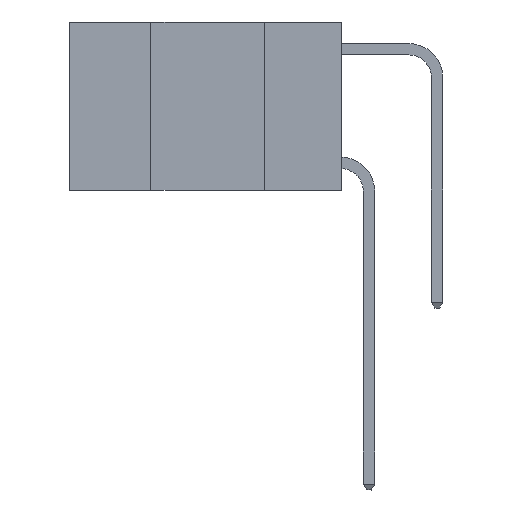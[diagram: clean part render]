
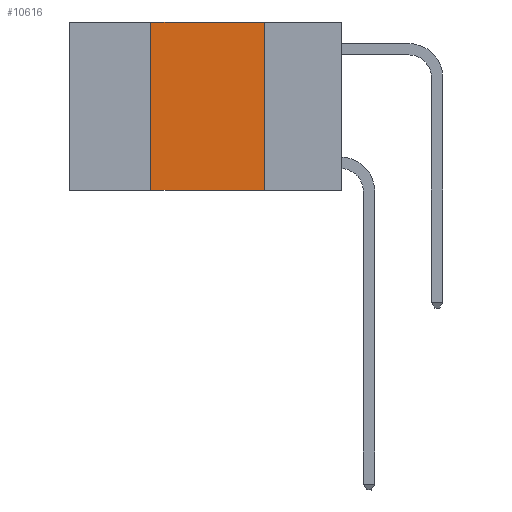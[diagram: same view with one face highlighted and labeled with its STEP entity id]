
A CAD part, left-side view. The second image highlights one B-rep face of the part: STEP entity #10616.
In plain terms, the highlighted planar face has unit normal (-1, 0, 0).
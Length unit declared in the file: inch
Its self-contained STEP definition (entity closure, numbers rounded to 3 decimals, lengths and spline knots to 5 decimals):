
#124 = CARTESIAN_POINT ( 'NONE',  ( 0., 0.6, 0. ) ) ;
#825 = CARTESIAN_POINT ( 'NONE',  ( 0., 0.17, 0. ) ) ;
#1339 = VERTEX_POINT ( 'NONE', #10549 ) ;
#1520 = CARTESIAN_POINT ( 'NONE',  ( 0., 0.42, 0. ) ) ;
#2364 = CARTESIAN_POINT ( 'NONE',  ( 0., 0.42, -0.37 ) ) ;
#2566 = DIRECTION ( 'NONE',  ( 0., 0., -1. ) ) ;
#3723 = CARTESIAN_POINT ( 'NONE',  ( 0., 0.42, 0. ) ) ;
#4482 = CARTESIAN_POINT ( 'NONE',  ( 0., 0.6, 0. ) ) ;
#4555 = DIRECTION ( 'NONE',  ( 0., 0., -1. ) ) ;
#4678 = ORIENTED_EDGE ( 'NONE', *, *, #13975, .T. ) ;
#5316 = VECTOR ( 'NONE', #17061, 39.37008 ) ;
#5837 = LINE ( 'NONE', #124, #5316 ) ;
#6452 = VECTOR ( 'NONE', #18856, 39.37008 ) ;
#7795 = VECTOR ( 'NONE', #2566, 39.37008 ) ;
#8326 = VERTEX_POINT ( 'NONE', #20327 ) ;
#8599 = AXIS2_PLACEMENT_3D ( 'NONE', #4482, #14621, #4555 ) ;
#10192 = VERTEX_POINT ( 'NONE', #1520 ) ;
#10518 = EDGE_CURVE ( 'NONE', #1339, #8326, #12271, .T. ) ;
#10549 = CARTESIAN_POINT ( 'NONE',  ( 0., 0.17, 0. ) ) ;
#10616 = ADVANCED_FACE ( 'NONE', ( #15099 ), #12976, .F. ) ;
#10945 = LINE ( 'NONE', #3723, #6452 ) ;
#11121 = LINE ( 'NONE', #20669, #19973 ) ;
#11959 = EDGE_CURVE ( 'NONE', #18789, #10192, #10945, .T. ) ;
#12271 = LINE ( 'NONE', #825, #7795 ) ;
#12324 = DIRECTION ( 'NONE',  ( 0., -1., 0. ) ) ;
#12976 = PLANE ( 'NONE',  #8599 ) ;
#13459 = EDGE_LOOP ( 'NONE', ( #15504, #13938, #13606, #4678 ) ) ;
#13606 = ORIENTED_EDGE ( 'NONE', *, *, #11959, .F. ) ;
#13795 = EDGE_CURVE ( 'NONE', #10192, #1339, #5837, .T. ) ;
#13938 = ORIENTED_EDGE ( 'NONE', *, *, #13795, .F. ) ;
#13975 = EDGE_CURVE ( 'NONE', #18789, #8326, #11121, .T. ) ;
#14621 = DIRECTION ( 'NONE',  ( 1., 0., 0. ) ) ;
#15099 = FACE_OUTER_BOUND ( 'NONE', #13459, .T. ) ;
#15504 = ORIENTED_EDGE ( 'NONE', *, *, #10518, .F. ) ;
#17061 = DIRECTION ( 'NONE',  ( 0., -1., 0. ) ) ;
#18789 = VERTEX_POINT ( 'NONE', #2364 ) ;
#18856 = DIRECTION ( 'NONE',  ( 0., 0., 1. ) ) ;
#19973 = VECTOR ( 'NONE', #12324, 39.37008 ) ;
#20327 = CARTESIAN_POINT ( 'NONE',  ( 0., 0.17, -0.37 ) ) ;
#20669 = CARTESIAN_POINT ( 'NONE',  ( 0., 0.6, -0.37 ) ) ;
